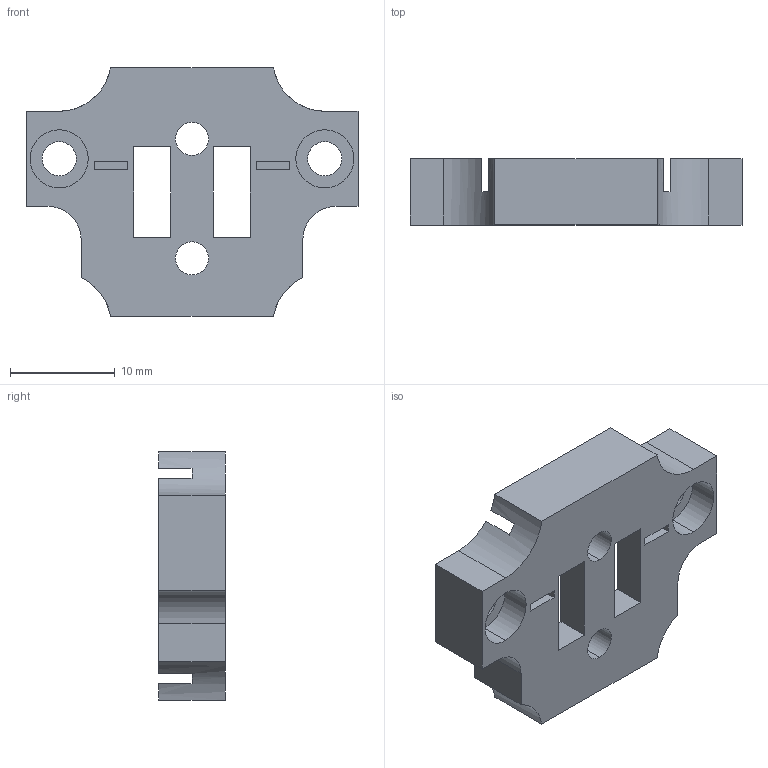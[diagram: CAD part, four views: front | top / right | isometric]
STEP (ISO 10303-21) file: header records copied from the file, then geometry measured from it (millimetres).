
FILE_DESCRIPTION (( 'STEP AP214' ), '1' );
FILE_NAME ('Holder- Back.STEP', '2017-04-12T22:15:20', ( '' ), ( '' ), 'SwSTEP 2.0', 'SolidWorks 2016', '' );
FILE_SCHEMA (( 'AUTOMOTIVE_DESIGN' ));
Length unit declared in the file: inch
Products named in the file (1): Holder- Back
Bounding box: 31.75 x 6.35 x 23.75 mm (x, y, z)
Volume: 2037.4 mm3; surface area: 2229.7 mm2
Topology: 1 solids, 1 shells, 58 faces, 156 edges, 104 vertices
Faces by surface type: plane 40, cylinder 18
Entity records: 1888 total; most frequent: CARTESIAN_POINT 319, DIRECTION 318, ORIENTED_EDGE 312, EDGE_CURVE 156, VECTOR 112, LINE 112, VERTEX_POINT 104, AXIS2_PLACEMENT_3D 103
